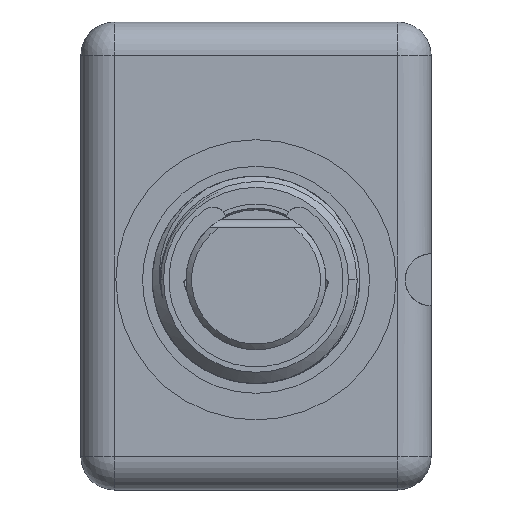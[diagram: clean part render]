
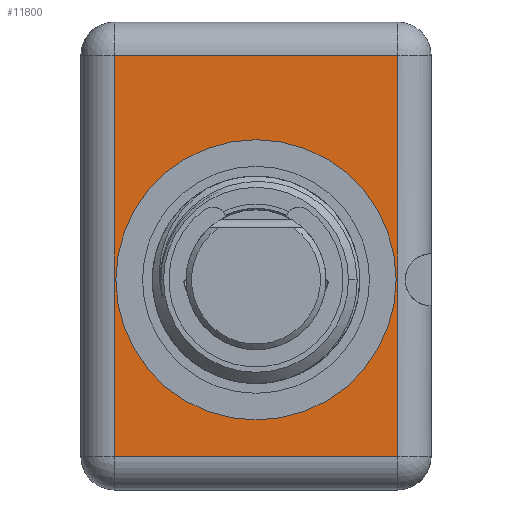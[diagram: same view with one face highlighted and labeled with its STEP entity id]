
A CAD part, front view. The second image highlights one B-rep face of the part: STEP entity #11800.
In plain terms, the highlighted planar face has unit normal (0, -1, 0).
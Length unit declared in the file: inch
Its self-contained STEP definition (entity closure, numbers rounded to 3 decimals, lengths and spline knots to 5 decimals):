
#1495=CARTESIAN_POINT('',(0.,0.007,0.));
#1496=DIRECTION('',(0.,-1.,0.));
#1497=DIRECTION('',(1.,0.,0.));
#1498=AXIS2_PLACEMENT_3D('',#1495,#1496,#1497);
#1500=CARTESIAN_POINT('',(0.,0.007,0.));
#1501=DIRECTION('',(0.,-1.,0.));
#1502=DIRECTION('',(-1.,0.,0.));
#1503=AXIS2_PLACEMENT_3D('',#1500,#1501,#1502);
#1514=DIRECTION('',(1.,0.,0.));
#1515=VECTOR('',#1514,0.505);
#1516=CARTESIAN_POINT('',(-0.2525,0.007,-0.315));
#1517=LINE('',#1516,#1515);
#7178=DIRECTION('',(0.,0.,-1.));
#7179=VECTOR('',#7178,0.715);
#7180=CARTESIAN_POINT('',(-0.2525,0.007,0.4));
#7181=LINE('',#7180,#7179);
#7262=DIRECTION('',(-1.,0.,0.));
#7263=VECTOR('',#7262,0.505);
#7264=CARTESIAN_POINT('',(0.2525,0.007,0.4));
#7265=LINE('',#7264,#7263);
#7421=DIRECTION('',(0.,0.,1.));
#7422=VECTOR('',#7421,0.715);
#7423=CARTESIAN_POINT('',(0.2525,0.007,-0.315));
#7424=LINE('',#7423,#7422);
#8085=CARTESIAN_POINT('',(-0.2525,0.007,-0.315));
#8086=CARTESIAN_POINT('',(0.2525,0.007,-0.315));
#8087=VERTEX_POINT('',#8085);
#8088=VERTEX_POINT('',#8086);
#8089=CARTESIAN_POINT('',(0.2525,0.007,0.4));
#8090=VERTEX_POINT('',#8089);
#8091=CARTESIAN_POINT('',(-0.2525,0.007,0.4));
#8092=VERTEX_POINT('',#8091);
#8517=CARTESIAN_POINT('',(0.25,0.007,0.));
#8518=CARTESIAN_POINT('',(-0.25,0.007,0.));
#8519=VERTEX_POINT('',#8517);
#8520=VERTEX_POINT('',#8518);
#11780=CARTESIAN_POINT('',(0.,0.007,0.));
#11781=DIRECTION('',(0.,1.,0.));
#11782=DIRECTION('',(-1.,0.,0.));
#11783=AXIS2_PLACEMENT_3D('',#11780,#11781,#11782);
#11784=PLANE('',#11783);
#11786=ORIENTED_EDGE('',*,*,#11785,.F.);
#11788=ORIENTED_EDGE('',*,*,#11787,.F.);
#11790=ORIENTED_EDGE('',*,*,#11789,.F.);
#11792=ORIENTED_EDGE('',*,*,#11791,.F.);
#11793=EDGE_LOOP('',(#11786,#11788,#11790,#11792));
#11794=FACE_OUTER_BOUND('',#11793,.F.);
#11795=ORIENTED_EDGE('',*,*,#11770,.T.);
#11797=ORIENTED_EDGE('',*,*,#11796,.T.);
#11798=EDGE_LOOP('',(#11795,#11797));
#11799=FACE_BOUND('',#11798,.F.);
#1499=CIRCLE('',#1498,0.25);
#1504=CIRCLE('',#1503,0.25);
#11770=EDGE_CURVE('',#8519,#8520,#1499,.T.);
#11785=EDGE_CURVE('',#8087,#8088,#1517,.T.);
#11787=EDGE_CURVE('',#8092,#8087,#7181,.T.);
#11789=EDGE_CURVE('',#8090,#8092,#7265,.T.);
#11791=EDGE_CURVE('',#8088,#8090,#7424,.T.);
#11796=EDGE_CURVE('',#8520,#8519,#1504,.T.);
#11800=ADVANCED_FACE('',(#11794,#11799),#11784,.F.);
